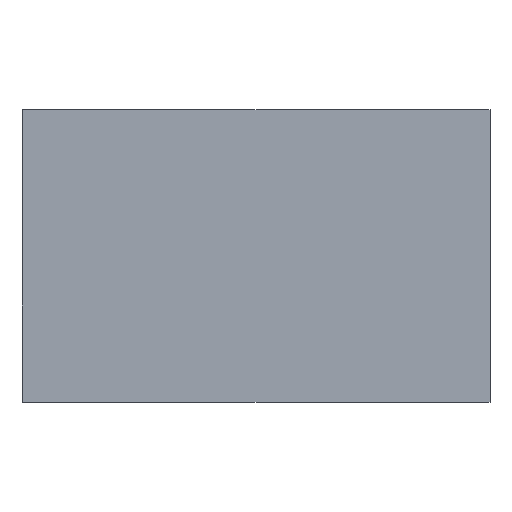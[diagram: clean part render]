
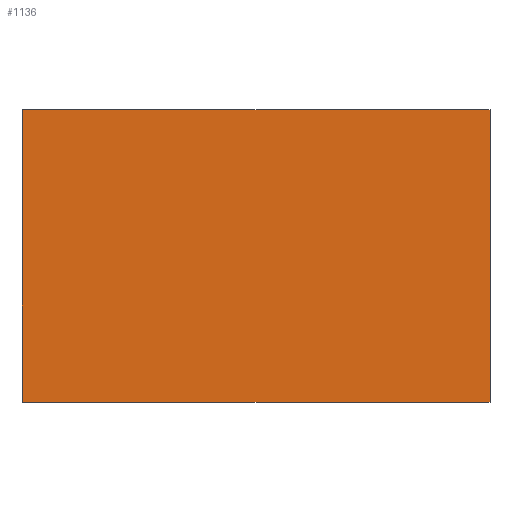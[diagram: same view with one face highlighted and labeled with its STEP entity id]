
A CAD part, top view. The second image highlights one B-rep face of the part: STEP entity #1136.
In plain terms, the highlighted planar face has unit normal (0, 0, 1).
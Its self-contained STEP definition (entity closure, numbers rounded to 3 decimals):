
#102 = VERTEX_POINT('',#103);
#103 = CARTESIAN_POINT('',(0.,1.5,0.5));
#109 = EDGE_CURVE('',#102,#110,#112,.T.);
#110 = VERTEX_POINT('',#111);
#111 = CARTESIAN_POINT('',(2.4,1.5,0.5));
#112 = LINE('',#113,#114);
#113 = CARTESIAN_POINT('',(0.,1.5,0.5));
#114 = VECTOR('',#115,1.);
#115 = DIRECTION('',(1.,0.,0.));
#1117 = EDGE_CURVE('',#110,#1118,#1120,.T.);
#1118 = VERTEX_POINT('',#1119);
#1119 = CARTESIAN_POINT('',(2.4,0.,0.5));
#1120 = LINE('',#1121,#1122);
#1121 = CARTESIAN_POINT('',(2.4,1.5,0.5));
#1122 = VECTOR('',#1123,1.);
#1123 = DIRECTION('',(0.,-1.,0.));
#1136 = ADVANCED_FACE('',(#1137),#1155,.T.);
#1137 = FACE_BOUND('',#1138,.F.);
#1138 = EDGE_LOOP('',(#1139,#1140,#1141,#1149));
#1139 = ORIENTED_EDGE('',*,*,#109,.T.);
#1140 = ORIENTED_EDGE('',*,*,#1117,.T.);
#1141 = ORIENTED_EDGE('',*,*,#1142,.T.);
#1142 = EDGE_CURVE('',#1118,#1143,#1145,.T.);
#1143 = VERTEX_POINT('',#1144);
#1144 = CARTESIAN_POINT('',(0.,0.,0.5));
#1145 = LINE('',#1146,#1147);
#1146 = CARTESIAN_POINT('',(2.4,0.,0.5));
#1147 = VECTOR('',#1148,1.);
#1148 = DIRECTION('',(-1.,0.,0.));
#1149 = ORIENTED_EDGE('',*,*,#1150,.T.);
#1150 = EDGE_CURVE('',#1143,#102,#1151,.T.);
#1151 = LINE('',#1152,#1153);
#1152 = CARTESIAN_POINT('',(0.,0.,0.5));
#1153 = VECTOR('',#1154,1.);
#1154 = DIRECTION('',(0.,1.,0.));
#1155 = PLANE('',#1156);
#1156 = AXIS2_PLACEMENT_3D('',#1157,#1158,#1159);
#1157 = CARTESIAN_POINT('',(1.2,0.75,0.5));
#1158 = DIRECTION('',(0.,0.,1.));
#1159 = DIRECTION('',(1.,0.,-0.));
